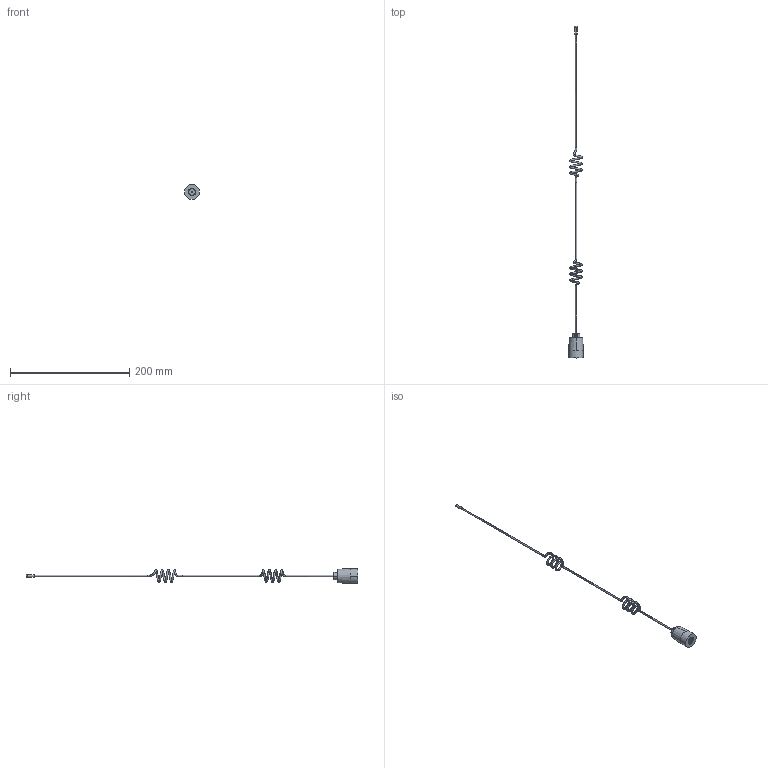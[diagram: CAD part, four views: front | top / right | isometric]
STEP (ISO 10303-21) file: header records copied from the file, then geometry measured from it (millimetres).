
FILE_DESCRIPTION (( 'STEP AP214' ), '1' );
FILE_NAME ('TI.16.5F11_Web.STEP', '2020-02-17T08:33:44', ( '' ), ( '' ), 'SwSTEP 2.0', 'SolidWorks 2017', '' );
FILE_SCHEMA (( 'AUTOMOTIVE_DESIGN' ));
Length unit declared in the file: millimetre
Products named in the file (6): GA.110.101111; 000812F000002A_GA.110 antenna stick; TI.16.5F11_Web; 000111F020002A_cover
Assembly tree (3 placements, depth 3):
  000812F000002A_GA.110 antenna stick
  TI.16.5F11_Web
    GA.110.101111
      000111F020002A_cover
      000812F000002A_GA.110 antenna stick
  000111F020002A_cover
Bounding box: 25 x 557 x 25 mm (x, y, z)
Volume: 19449 mm3; surface area: 11372.1 mm2
Topology: 2 solids, 2 shells, 76 faces, 198 edges, 126 vertices
Faces by surface type: cylinder 34, bspline 25, plane 9, cone 8
Entity records: 12069 total; most frequent: CARTESIAN_POINT 9463, ORIENTED_EDGE 388, DIRECTION 298, EDGE_CURVE 194, VERTEX_POINT 126, AXIS2_PLACEMENT_3D 124, UNCERTAINTY_MEASURE_WITH_UNIT 84, PRESENTATION_LAYER_ASSIGNMENT 80
